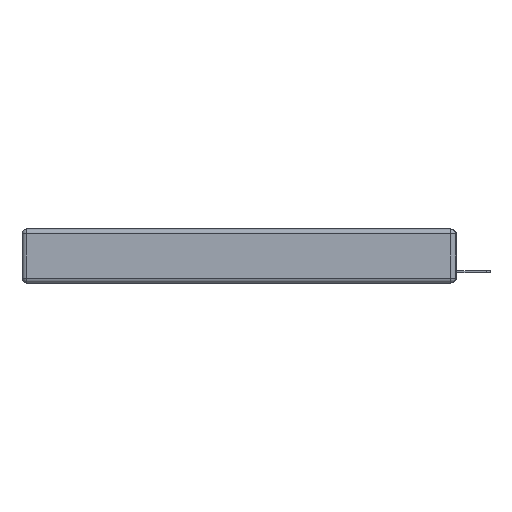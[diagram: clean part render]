
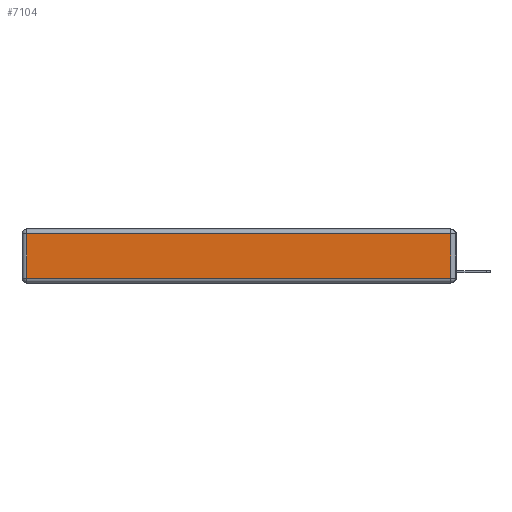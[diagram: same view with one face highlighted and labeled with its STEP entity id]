
A CAD part, left-side view. The second image highlights one B-rep face of the part: STEP entity #7104.
In plain terms, the highlighted planar face has unit normal (-1, 0, 0).
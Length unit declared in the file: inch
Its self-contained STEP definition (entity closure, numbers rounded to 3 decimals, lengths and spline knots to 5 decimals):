
#1700 = LINE ( 'NONE', #3018, #13459 ) ;
#1709 = PLANE ( 'NONE',  #14945 ) ;
#1789 = CARTESIAN_POINT ( 'NONE',  ( 0., 2.72, -0.03 ) ) ;
#2594 = VERTEX_POINT ( 'NONE', #1789 ) ;
#2781 = DIRECTION ( 'NONE',  ( 0., 0., -1. ) ) ;
#3018 = CARTESIAN_POINT ( 'NONE',  ( 0., 0., -0.313 ) ) ;
#6210 = CARTESIAN_POINT ( 'NONE',  ( 0., 2.72, -0.343 ) ) ;
#6708 = VECTOR ( 'NONE', #20786, 39.37008 ) ;
#6841 = ORIENTED_EDGE ( 'NONE', *, *, #12225, .T. ) ;
#7104 = ADVANCED_FACE ( 'NONE', ( #10335 ), #1709, .T. ) ;
#7357 = EDGE_CURVE ( 'NONE', #2594, #8558, #16175, .T. ) ;
#7441 = CARTESIAN_POINT ( 'NONE',  ( 0., 2.72, -0.313 ) ) ;
#8126 = ORIENTED_EDGE ( 'NONE', *, *, #11638, .T. ) ;
#8319 = VECTOR ( 'NONE', #2781, 39.37008 ) ;
#8558 = VERTEX_POINT ( 'NONE', #7441 ) ;
#8957 = CARTESIAN_POINT ( 'NONE',  ( 0., 2.75, -0.03 ) ) ;
#9166 = LINE ( 'NONE', #8957, #6708 ) ;
#10335 = FACE_OUTER_BOUND ( 'NONE', #15636, .T. ) ;
#11459 = CARTESIAN_POINT ( 'NONE',  ( 0., 0.03, -0.313 ) ) ;
#11638 = EDGE_CURVE ( 'NONE', #15706, #2594, #9166, .T. ) ;
#11797 = EDGE_CURVE ( 'NONE', #19538, #15706, #13573, .T. ) ;
#12225 = EDGE_CURVE ( 'NONE', #8558, #19538, #1700, .T. ) ;
#13156 = ORIENTED_EDGE ( 'NONE', *, *, #7357, .T. ) ;
#13459 = VECTOR ( 'NONE', #21845, 39.37008 ) ;
#13573 = LINE ( 'NONE', #21334, #15562 ) ;
#14644 = ORIENTED_EDGE ( 'NONE', *, *, #11797, .T. ) ;
#14945 = AXIS2_PLACEMENT_3D ( 'NONE', #21742, #20504, #17082 ) ;
#15562 = VECTOR ( 'NONE', #18524, 39.37008 ) ;
#15636 = EDGE_LOOP ( 'NONE', ( #6841, #14644, #8126, #13156 ) ) ;
#15706 = VERTEX_POINT ( 'NONE', #21580 ) ;
#16175 = LINE ( 'NONE', #6210, #8319 ) ;
#17082 = DIRECTION ( 'NONE',  ( 0., 0., 1. ) ) ;
#18524 = DIRECTION ( 'NONE',  ( 0., 0., 1. ) ) ;
#19538 = VERTEX_POINT ( 'NONE', #11459 ) ;
#20504 = DIRECTION ( 'NONE',  ( -1., 0., 0. ) ) ;
#20786 = DIRECTION ( 'NONE',  ( 0., 1., 0. ) ) ;
#21334 = CARTESIAN_POINT ( 'NONE',  ( 0., 0.03, -0.343 ) ) ;
#21580 = CARTESIAN_POINT ( 'NONE',  ( 0., 0.03, -0.03 ) ) ;
#21742 = CARTESIAN_POINT ( 'NONE',  ( 0., 0., -0.343 ) ) ;
#21845 = DIRECTION ( 'NONE',  ( 0., -1., 0. ) ) ;
